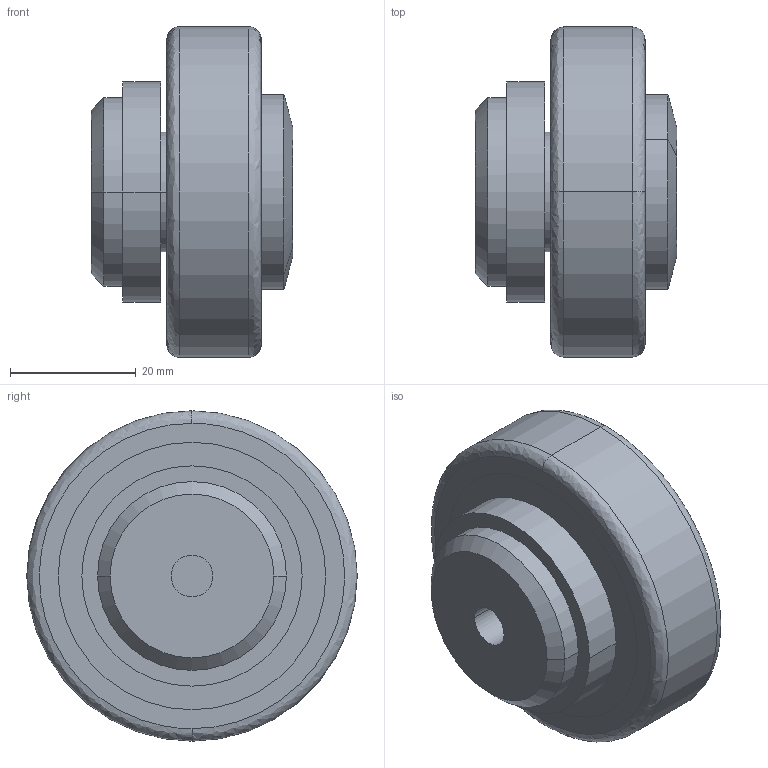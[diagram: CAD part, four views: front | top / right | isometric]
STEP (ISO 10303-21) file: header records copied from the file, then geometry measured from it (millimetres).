
FILE_DESCRIPTION (( 'STEP AP214' ), '1' );
FILE_NAME ('PAS-050.0360-Rollco.step', '2023-04-28T07:44:04', ( '' ), ( '' ), 'SwSTEP 2.0', 'SolidWorks 2010', '' );
FILE_SCHEMA (( 'AUTOMOTIVE_DESIGN' ));
Length unit declared in the file: millimetre
Products named in the file (10): ACLAN-Laufring 50_140xxx; ACLAN-Kern 50_140xxx; Anlaufzapfen-AS 050.3800.3; 15-1-15; Bolzen-AS 050.3800.2; PAS-050.0360-Rollco; Rillenkugellager 6002; Rillenkugellager 6002_Kugel
Assembly tree (9 placements, depth 3):
  PAS-050.0360-Rollco
    Anlaufzapfen-AS 050.3800.3
    ACLAN-Laufring 50_140xxx
      ACLAN-Laufring 50_140xxx
      ACLAN-Kern 50_140xxx
    15-1-15
    Bolzen-AS 050.3800.2
    Rillenkugellager 6002
      Rillenkugellager 6002
      Rillenkugellager 6002_Kugel
Bounding box: 32 x 52.5 x 52.5 mm (x, y, z)
Volume: 40413.5 mm3; surface area: 22131.4 mm2
Topology: 8 solids, 8 shells, 106 faces, 230 edges, 146 vertices
Faces by surface type: cylinder 58, plane 24, cone 10, bspline 8, torus 6
Entity records: 3875 total; most frequent: CARTESIAN_POINT 1038, DIRECTION 602, ORIENTED_EDGE 460, AXIS2_PLACEMENT_3D 264, EDGE_CURVE 230, CIRCLE 152, VERTEX_POINT 146, EDGE_LOOP 128
